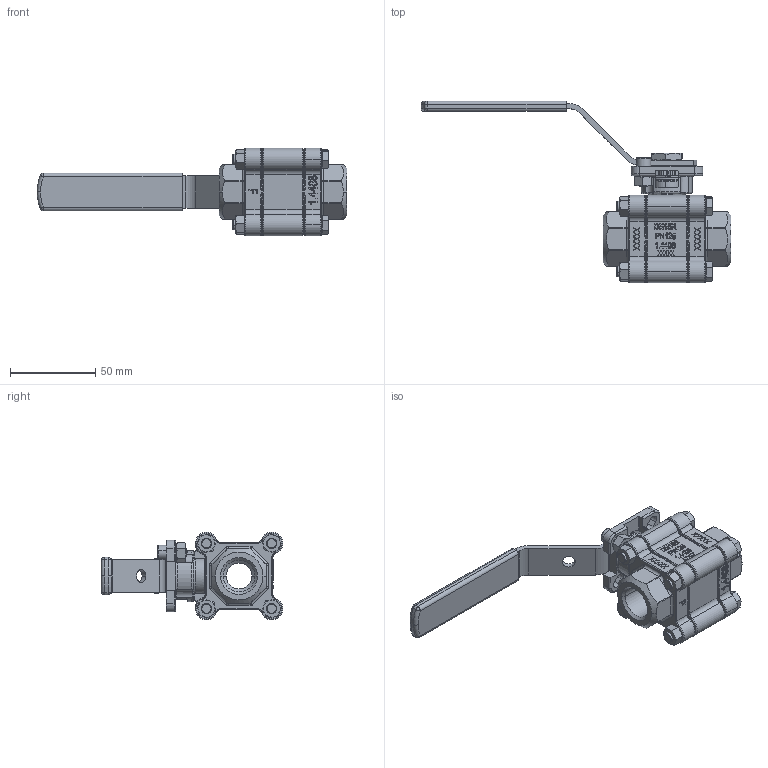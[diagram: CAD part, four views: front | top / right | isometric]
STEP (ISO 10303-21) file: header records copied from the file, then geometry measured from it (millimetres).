
FILE_DESCRIPTION (( 'STEP AP214' ), '1' );
FILE_NAME ('2413D.702R Typ A24D DN15 FB BSP.STEP', '2019-07-15T12:27:05', ( '' ), ( '' ), 'SwSTEP 2.0', 'SolidWorks 2017', '' );
FILE_SCHEMA (( 'AUTOMOTIVE_DESIGN' ));
Length unit declared in the file: millimetre
Products named in the file (1): 2413D.702R Typ A24D DN15 FB BSP
Bounding box: 181.45 x 106.31 x 51.18 mm (x, y, z)
Volume: 111240.9 mm3; surface area: 66350.7 mm2
Topology: 25 solids, 25 shells, 1505 faces, 4081 edges, 2662 vertices
Faces by surface type: plane 509, cylinder 405, bspline 200, cone 194, torus 189, sphere 8
Entity records: 76161 total; most frequent: CARTESIAN_POINT 22979, ORIENTED_EDGE 8032, DIRECTION 6979, EDGE_CURVE 4016, VERTEX_POINT 2659, AXIS2_PLACEMENT_3D 2622, VECTOR 1735, LINE 1735
